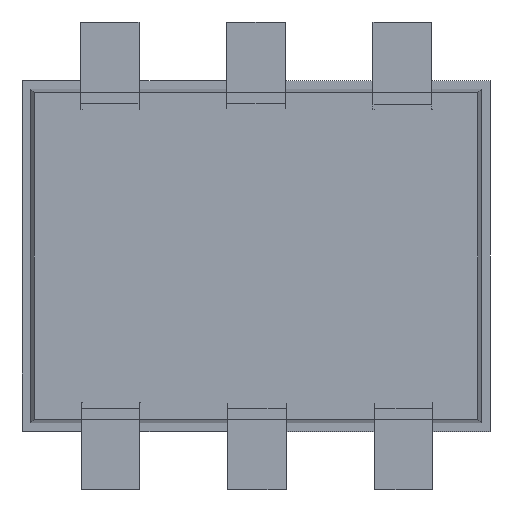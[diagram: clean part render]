
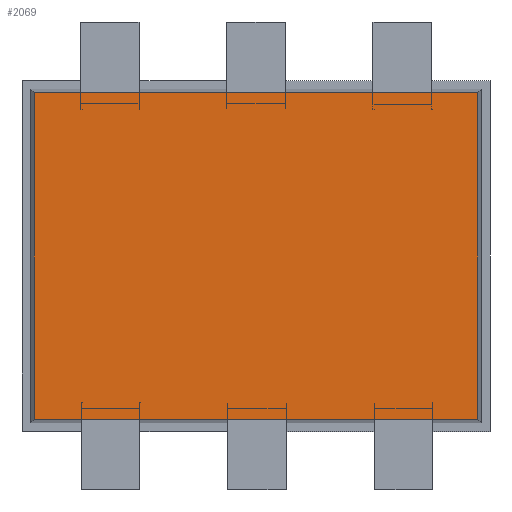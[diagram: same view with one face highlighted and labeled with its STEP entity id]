
A CAD part, front view. The second image highlights one B-rep face of the part: STEP entity #2069.
In plain terms, the highlighted face is planar.
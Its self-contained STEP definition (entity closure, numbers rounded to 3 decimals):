
#352 = VECTOR ( 'NONE', #2788, 1000. ) ;
#449 = EDGE_CURVE ( 'NONE', #5108, #2409, #4792, .T. ) ;
#476 = DIRECTION ( 'NONE',  ( 0., 0., 1. ) ) ;
#926 = LINE ( 'NONE', #1474, #2045 ) ;
#984 = CARTESIAN_POINT ( 'NONE',  ( 0.012, 0.1, -0.012 ) ) ;
#1031 = ORIENTED_EDGE ( 'NONE', *, *, #449, .T. ) ;
#1317 = CARTESIAN_POINT ( 'NONE',  ( 0.012, 0.1, 0. ) ) ;
#1474 = CARTESIAN_POINT ( 'NONE',  ( 0., 0.1, -1.128 ) ) ;
#1514 = ORIENTED_EDGE ( 'NONE', *, *, #3584, .T. ) ;
#2045 = VECTOR ( 'NONE', #4776, 1000. ) ;
#2069 = ADVANCED_FACE ( 'NONE', ( #3564 ), #3719, .F. ) ;
#2170 = VECTOR ( 'NONE', #476, 1000. ) ;
#2206 = VERTEX_POINT ( 'NONE', #984 ) ;
#2409 = VERTEX_POINT ( 'NONE', #2982 ) ;
#2562 = CARTESIAN_POINT ( 'NONE',  ( 0.012, 0.1, -1.128 ) ) ;
#2605 = EDGE_CURVE ( 'NONE', #2409, #3056, #926, .T. ) ;
#2788 = DIRECTION ( 'NONE',  ( 0., 0., -1. ) ) ;
#2872 = CARTESIAN_POINT ( 'NONE',  ( 1.528, 0.1, 0. ) ) ;
#2982 = CARTESIAN_POINT ( 'NONE',  ( 1.528, 0.1, -1.128 ) ) ;
#3056 = VERTEX_POINT ( 'NONE', #2562 ) ;
#3144 = EDGE_CURVE ( 'NONE', #2206, #5108, #5127, .T. ) ;
#3185 = DIRECTION ( 'NONE',  ( 0., -1., 0. ) ) ;
#3293 = DIRECTION ( 'NONE',  ( 0., 0., -1. ) ) ;
#3409 = LINE ( 'NONE', #1317, #2170 ) ;
#3564 = FACE_OUTER_BOUND ( 'NONE', #3968, .T. ) ;
#3584 = EDGE_CURVE ( 'NONE', #3056, #2206, #3409, .T. ) ;
#3586 = CARTESIAN_POINT ( 'NONE',  ( 0., 0.1, 0. ) ) ;
#3719 = PLANE ( 'NONE',  #4383 ) ;
#3936 = VECTOR ( 'NONE', #4681, 1000. ) ;
#3968 = EDGE_LOOP ( 'NONE', ( #1514, #3987, #1031, #4251 ) ) ;
#3987 = ORIENTED_EDGE ( 'NONE', *, *, #3144, .T. ) ;
#4198 = CARTESIAN_POINT ( 'NONE',  ( 1.528, 0.1, -0.012 ) ) ;
#4251 = ORIENTED_EDGE ( 'NONE', *, *, #2605, .T. ) ;
#4383 = AXIS2_PLACEMENT_3D ( 'NONE', #3586, #3185, #3293 ) ;
#4681 = DIRECTION ( 'NONE',  ( 1., 0., 0. ) ) ;
#4719 = CARTESIAN_POINT ( 'NONE',  ( 0., 0.1, -0.012 ) ) ;
#4776 = DIRECTION ( 'NONE',  ( -1., 0., 0. ) ) ;
#4792 = LINE ( 'NONE', #2872, #352 ) ;
#5108 = VERTEX_POINT ( 'NONE', #4198 ) ;
#5127 = LINE ( 'NONE', #4719, #3936 ) ;
